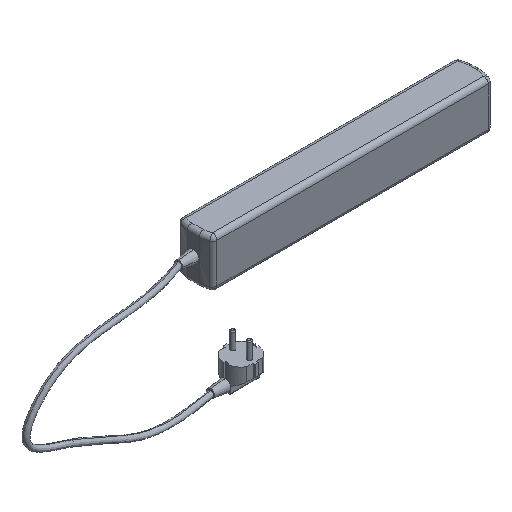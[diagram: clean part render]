
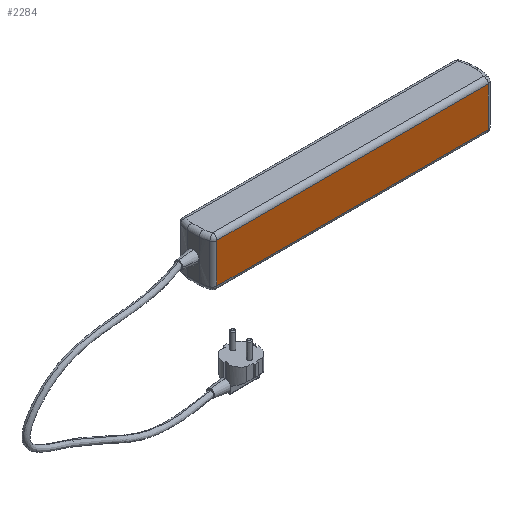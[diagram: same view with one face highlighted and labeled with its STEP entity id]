
A CAD part, isometric view. The second image highlights one B-rep face of the part: STEP entity #2284.
In plain terms, the highlighted planar face has unit normal (0, -1, 0).
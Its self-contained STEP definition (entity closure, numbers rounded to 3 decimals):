
#816 = LINE ( 'NONE', #7514, #9643 ) ;
#970 = CARTESIAN_POINT ( 'NONE',  ( 0., 0., 50. ) ) ;
#1194 = EDGE_CURVE ( 'NONE', #7867, #10399, #8844, .T. ) ;
#1888 = FACE_OUTER_BOUND ( 'NONE', #3762, .T. ) ;
#1967 = CARTESIAN_POINT ( 'NONE',  ( 7.097, 0., 5. ) ) ;
#2284 = ADVANCED_FACE ( 'NONE', ( #1888 ), #6674, .F. ) ;
#2361 = DIRECTION ( 'NONE',  ( 1., 0., 0. ) ) ;
#3110 = AXIS2_PLACEMENT_3D ( 'NONE', #10120, #4070, #8399 ) ;
#3285 = DIRECTION ( 'NONE',  ( 0., 0., 1. ) ) ;
#3319 = CARTESIAN_POINT ( 'NONE',  ( 315.612, 0., 0. ) ) ;
#3506 = VECTOR ( 'NONE', #2361, 1000. ) ;
#3762 = EDGE_LOOP ( 'NONE', ( #9970, #10280, #8986, #6411 ) ) ;
#3908 = VECTOR ( 'NONE', #5203, 1000. ) ;
#4070 = DIRECTION ( 'NONE',  ( 0., 1., 0. ) ) ;
#4206 = CARTESIAN_POINT ( 'NONE',  ( 315.612, 0., 5. ) ) ;
#4776 = VECTOR ( 'NONE', #3285, 1000. ) ;
#4974 = CARTESIAN_POINT ( 'NONE',  ( 0., 0., 5. ) ) ;
#5203 = DIRECTION ( 'NONE',  ( -1., 0., 0. ) ) ;
#5676 = VERTEX_POINT ( 'NONE', #4206 ) ;
#5932 = VERTEX_POINT ( 'NONE', #1967 ) ;
#6411 = ORIENTED_EDGE ( 'NONE', *, *, #7539, .T. ) ;
#6674 = PLANE ( 'NONE',  #3110 ) ;
#6691 = DIRECTION ( 'NONE',  ( 0., 0., -1. ) ) ;
#7073 = EDGE_CURVE ( 'NONE', #10399, #5932, #816, .T. ) ;
#7077 = CARTESIAN_POINT ( 'NONE',  ( 315.612, 0., 50. ) ) ;
#7514 = CARTESIAN_POINT ( 'NONE',  ( 7.097, 0., 0. ) ) ;
#7539 = EDGE_CURVE ( 'NONE', #5932, #5676, #10851, .T. ) ;
#7665 = CARTESIAN_POINT ( 'NONE',  ( 7.097, 0., 50. ) ) ;
#7867 = VERTEX_POINT ( 'NONE', #7077 ) ;
#8399 = DIRECTION ( 'NONE',  ( 0., 0., 1. ) ) ;
#8844 = LINE ( 'NONE', #970, #3908 ) ;
#8986 = ORIENTED_EDGE ( 'NONE', *, *, #7073, .T. ) ;
#9321 = LINE ( 'NONE', #3319, #4776 ) ;
#9643 = VECTOR ( 'NONE', #6691, 1000. ) ;
#9970 = ORIENTED_EDGE ( 'NONE', *, *, #10136, .T. ) ;
#10120 = CARTESIAN_POINT ( 'NONE',  ( 0., 0., 0. ) ) ;
#10136 = EDGE_CURVE ( 'NONE', #5676, #7867, #9321, .T. ) ;
#10280 = ORIENTED_EDGE ( 'NONE', *, *, #1194, .T. ) ;
#10399 = VERTEX_POINT ( 'NONE', #7665 ) ;
#10851 = LINE ( 'NONE', #4974, #3506 ) ;
